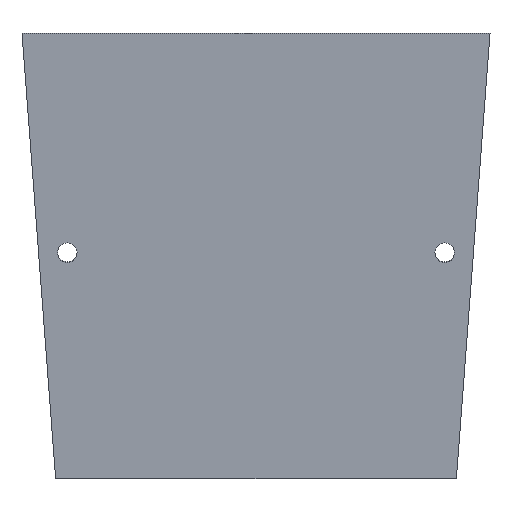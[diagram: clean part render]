
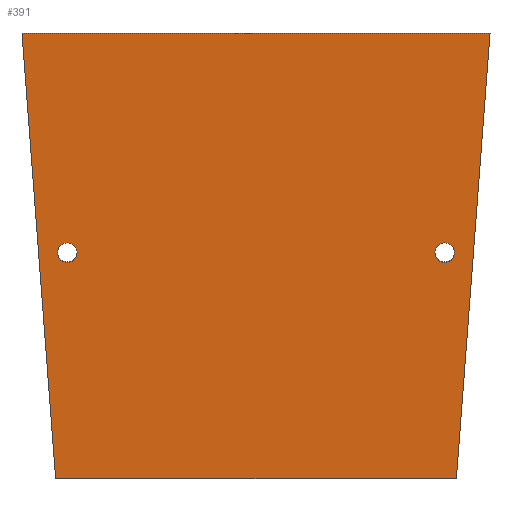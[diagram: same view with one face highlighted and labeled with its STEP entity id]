
A CAD part, top view. The second image highlights one B-rep face of the part: STEP entity #391.
In plain terms, the highlighted planar face has unit normal (0, -0.075, 0.997).
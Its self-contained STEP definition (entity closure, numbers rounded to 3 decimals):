
#31=FACE_BOUND('',#118,.T.);
#32=FACE_BOUND('',#119,.T.);
#44=LINE('',#709,#62);
#46=LINE('',#713,#64);
#47=LINE('',#715,#65);
#48=LINE('',#716,#66);
#62=VECTOR('',#588,10.);
#64=VECTOR('',#592,10.);
#65=VECTOR('',#593,10.);
#66=VECTOR('',#594,10.);
#71=PLANE('',#463);
#91=FACE_OUTER_BOUND('',#117,.T.);
#117=EDGE_LOOP('',(#351,#352,#353,#354));
#118=EDGE_LOOP('',(#355,#356));
#119=EDGE_LOOP('',(#357,#358));
#157=CIRCLE('',#457,2.6);
#158=CIRCLE('',#458,2.6);
#159=CIRCLE('',#460,2.6);
#160=CIRCLE('',#461,2.6);
#195=VERTEX_POINT('',#694);
#196=VERTEX_POINT('',#695);
#197=VERTEX_POINT('',#700);
#198=VERTEX_POINT('',#701);
#199=VERTEX_POINT('',#706);
#200=VERTEX_POINT('',#708);
#201=VERTEX_POINT('',#712);
#202=VERTEX_POINT('',#714);
#245=EDGE_CURVE('',#195,#196,#157,.T.);
#246=EDGE_CURVE('',#196,#195,#158,.T.);
#248=EDGE_CURVE('',#197,#198,#159,.T.);
#249=EDGE_CURVE('',#198,#197,#160,.T.);
#252=EDGE_CURVE('',#200,#199,#44,.T.);
#254=EDGE_CURVE('',#199,#201,#46,.T.);
#255=EDGE_CURVE('',#201,#202,#47,.T.);
#256=EDGE_CURVE('',#202,#200,#48,.T.);
#351=ORIENTED_EDGE('',*,*,#254,.T.);
#352=ORIENTED_EDGE('',*,*,#255,.T.);
#353=ORIENTED_EDGE('',*,*,#256,.T.);
#354=ORIENTED_EDGE('',*,*,#252,.T.);
#355=ORIENTED_EDGE('',*,*,#245,.T.);
#356=ORIENTED_EDGE('',*,*,#246,.T.);
#357=ORIENTED_EDGE('',*,*,#248,.T.);
#358=ORIENTED_EDGE('',*,*,#249,.T.);
#391=ADVANCED_FACE('',(#91,#31,#32),#71,.F.);
#457=AXIS2_PLACEMENT_3D('',#696,#573,#574);
#458=AXIS2_PLACEMENT_3D('',#697,#575,#576);
#460=AXIS2_PLACEMENT_3D('',#702,#580,#581);
#461=AXIS2_PLACEMENT_3D('',#703,#582,#583);
#463=AXIS2_PLACEMENT_3D('',#711,#590,#591);
#573=DIRECTION('center_axis',(0.,0.075,-0.997));
#574=DIRECTION('ref_axis',(1.,0.,0.));
#575=DIRECTION('center_axis',(0.,0.075,-0.997));
#576=DIRECTION('ref_axis',(1.,0.,0.));
#580=DIRECTION('center_axis',(0.,0.075,-0.997));
#581=DIRECTION('ref_axis',(1.,0.,0.));
#582=DIRECTION('center_axis',(0.,0.075,-0.997));
#583=DIRECTION('ref_axis',(1.,0.,0.));
#588=DIRECTION('',(-1.,0.,0.));
#590=DIRECTION('center_axis',(0.,0.075,-0.997));
#591=DIRECTION('ref_axis',(-1.,0.,0.));
#592=DIRECTION('',(0.075,-0.994,-0.075));
#593=DIRECTION('',(1.,0.,0.));
#594=DIRECTION('',(0.075,0.994,0.075));
#694=CARTESIAN_POINT('',(-47.4,61.924,74.679));
#695=CARTESIAN_POINT('',(-52.6,61.924,74.679));
#696=CARTESIAN_POINT('Origin',(-50.,61.924,74.679));
#697=CARTESIAN_POINT('Origin',(-50.,61.924,74.679));
#700=CARTESIAN_POINT('',(52.6,61.924,74.679));
#701=CARTESIAN_POINT('',(47.4,61.924,74.679));
#702=CARTESIAN_POINT('Origin',(50.,61.924,74.679));
#703=CARTESIAN_POINT('Origin',(50.,61.924,74.679));
#706=CARTESIAN_POINT('',(-62.003,120.,79.067));
#708=CARTESIAN_POINT('',(62.003,120.,79.067));
#709=CARTESIAN_POINT('',(-40.1,120.,79.067));
#711=CARTESIAN_POINT('Origin',(-80.2,135.,80.2));
#712=CARTESIAN_POINT('',(-53.095,2.094,70.158));
#713=CARTESIAN_POINT('',(-62.618,128.137,79.681));
#714=CARTESIAN_POINT('',(53.095,2.094,70.158));
#715=CARTESIAN_POINT('',(-66.647,2.094,70.158));
#716=CARTESIAN_POINT('',(57.711,63.193,74.775));
